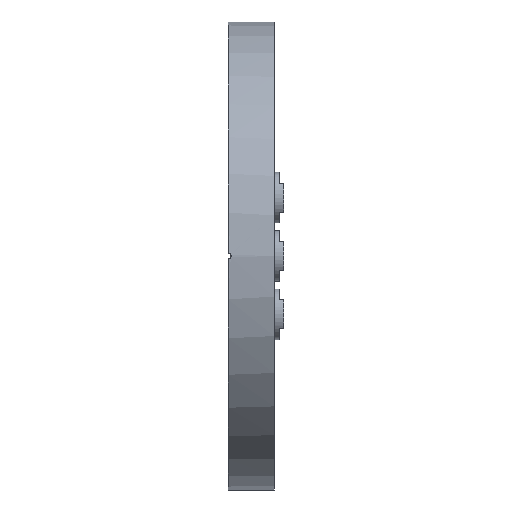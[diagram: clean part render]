
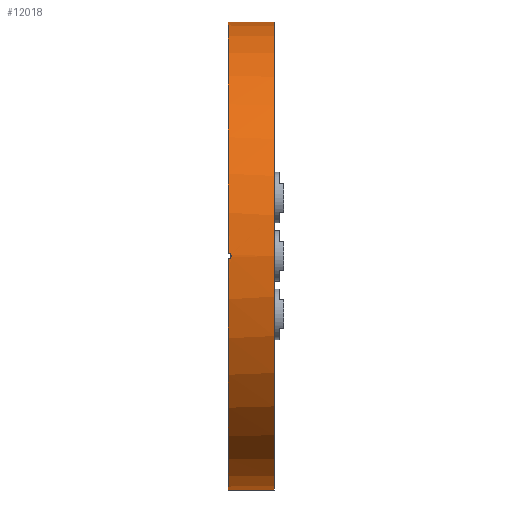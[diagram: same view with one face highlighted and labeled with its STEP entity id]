
A CAD part, left-side view. The second image highlights one B-rep face of the part: STEP entity #12018.
In plain terms, the highlighted cylindrical face has radius 76.2 mm (diameter 152.4 mm), a partial arc.
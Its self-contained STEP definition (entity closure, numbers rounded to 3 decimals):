
#72 = CARTESIAN_POINT ( 'NONE',  ( -76.193, 0., 1. ) ) ;
#135 = DIRECTION ( 'NONE',  ( 0., 0., 1. ) ) ;
#478 = VECTOR ( 'NONE', #483, 1000. ) ;
#483 = DIRECTION ( 'NONE',  ( 0., 1., 0. ) ) ;
#815 = CARTESIAN_POINT ( 'NONE',  ( -76.2, -1., -0.13 ) ) ;
#841 = DIRECTION ( 'NONE',  ( 0., 1., 0. ) ) ;
#945 = CARTESIAN_POINT ( 'NONE',  ( -76.194, -0.262, 0.974 ) ) ;
#957 = CARTESIAN_POINT ( 'NONE',  ( -76.193, 0., -1. ) ) ;
#993 = CARTESIAN_POINT ( 'NONE',  ( 0., 0., 76.2 ) ) ;
#996 = CARTESIAN_POINT ( 'NONE',  ( 0., 0., 0. ) ) ;
#1349 = LINE ( 'NONE', #9488, #478 ) ;
#1606 = VERTEX_POINT ( 'NONE', #993 ) ;
#1738 = EDGE_CURVE ( 'NONE', #11137, #4626, #2465, .T. ) ;
#1869 = CARTESIAN_POINT ( 'NONE',  ( -76.198, -0.874, -0.503 ) ) ;
#2137 = DIRECTION ( 'NONE',  ( 0., 1., 0. ) ) ;
#2139 = CARTESIAN_POINT ( 'NONE',  ( -76.2, -0.974, 0.263 ) ) ;
#2222 = EDGE_CURVE ( 'NONE', #6013, #4626, #7344, .T. ) ;
#2465 = CIRCLE ( 'NONE', #9984, 76.2 ) ;
#3016 = CARTESIAN_POINT ( 'NONE',  ( -76.193, -0.132, 1. ) ) ;
#3096 = ORIENTED_EDGE ( 'NONE', *, *, #1738, .F. ) ;
#3162 = FACE_OUTER_BOUND ( 'NONE', #12242, .T. ) ;
#3164 = CARTESIAN_POINT ( 'NONE',  ( -76.198, -0.874, 0.503 ) ) ;
#3222 = CARTESIAN_POINT ( 'NONE',  ( 0., -15., 0. ) ) ;
#3875 = AXIS2_PLACEMENT_3D ( 'NONE', #10104, #841, #4924 ) ;
#4345 = CARTESIAN_POINT ( 'NONE',  ( 0., 0., 0. ) ) ;
#4380 = CIRCLE ( 'NONE', #8658, 76.2 ) ;
#4626 = VERTEX_POINT ( 'NONE', #957 ) ;
#4924 = DIRECTION ( 'NONE',  ( 0., 0., 1. ) ) ;
#4945 = DIRECTION ( 'NONE',  ( 0., 0., 1. ) ) ;
#5097 = CARTESIAN_POINT ( 'NONE',  ( -76.195, -0.521, -0.893 ) ) ;
#5185 = VECTOR ( 'NONE', #7670, 1000. ) ;
#5224 = ORIENTED_EDGE ( 'NONE', *, *, #7719, .F. ) ;
#5915 = EDGE_CURVE ( 'NONE', #13257, #11137, #1349, .T. ) ;
#5928 = EDGE_CURVE ( 'NONE', #8369, #1606, #9560, .T. ) ;
#5977 = CARTESIAN_POINT ( 'NONE',  ( -76.198, -0.801, -0.613 ) ) ;
#6013 = VERTEX_POINT ( 'NONE', #11823 ) ;
#6014 = ORIENTED_EDGE ( 'NONE', *, *, #2222, .T. ) ;
#6236 = CARTESIAN_POINT ( 'NONE',  ( -76.2, -1., 0.131 ) ) ;
#6383 = DIRECTION ( 'NONE',  ( 0., 0., 1. ) ) ;
#7040 = CARTESIAN_POINT ( 'NONE',  ( -76.193, 0., -1. ) ) ;
#7112 = CARTESIAN_POINT ( 'NONE',  ( -76.195, -0.504, 0.874 ) ) ;
#7344 = B_SPLINE_CURVE_WITH_KNOTS ( 'NONE', 3,
 ( #72, #3016, #945, #7112, #9135, #12365, #3164, #2139, #6236, #815, #11086, #1869, #5977, #5097, #9125, #7040 ),
 .UNSPECIFIED., .F., .F.,
 ( 4, 2, 2, 2, 2, 2, 2, 4 ),
 ( 0., 0., 0.001, 0.001, 0.002, 0.002, 0.002, 0.003 ),
 .UNSPECIFIED. ) ;
#7511 = ORIENTED_EDGE ( 'NONE', *, *, #5915, .F. ) ;
#7670 = DIRECTION ( 'NONE',  ( 0., 1., 0. ) ) ;
#7719 = EDGE_CURVE ( 'NONE', #6013, #1606, #4380, .T. ) ;
#8249 = DIRECTION ( 'NONE',  ( 0., 1., 0. ) ) ;
#8355 = ORIENTED_EDGE ( 'NONE', *, *, #12316, .T. ) ;
#8369 = VERTEX_POINT ( 'NONE', #13110 ) ;
#8398 = CARTESIAN_POINT ( 'NONE',  ( 0., -15., -76.2 ) ) ;
#8658 = AXIS2_PLACEMENT_3D ( 'NONE', #996, #8249, #4945 ) ;
#8800 = AXIS2_PLACEMENT_3D ( 'NONE', #3222, #2137, #6383 ) ;
#9125 = CARTESIAN_POINT ( 'NONE',  ( -76.193, -0.264, -1. ) ) ;
#9135 = CARTESIAN_POINT ( 'NONE',  ( -76.196, -0.615, 0.799 ) ) ;
#9316 = DIRECTION ( 'NONE',  ( 0., 1., 0. ) ) ;
#9488 = CARTESIAN_POINT ( 'NONE',  ( 0., -15., -76.2 ) ) ;
#9560 = LINE ( 'NONE', #12631, #5185 ) ;
#9984 = AXIS2_PLACEMENT_3D ( 'NONE', #4345, #9316, #135 ) ;
#10104 = CARTESIAN_POINT ( 'NONE',  ( 0., -15., 0. ) ) ;
#10171 = ORIENTED_EDGE ( 'NONE', *, *, #5928, .T. ) ;
#11086 = CARTESIAN_POINT ( 'NONE',  ( -76.2, -0.974, -0.261 ) ) ;
#11137 = VERTEX_POINT ( 'NONE', #11401 ) ;
#11287 = CYLINDRICAL_SURFACE ( 'NONE', #8800, 76.2 ) ;
#11393 = CIRCLE ( 'NONE', #3875, 76.2 ) ;
#11401 = CARTESIAN_POINT ( 'NONE',  ( 0., 0., -76.2 ) ) ;
#11823 = CARTESIAN_POINT ( 'NONE',  ( -76.193, 0., 1. ) ) ;
#12018 = ADVANCED_FACE ( 'NONE', ( #3162 ), #11287, .T. ) ;
#12242 = EDGE_LOOP ( 'NONE', ( #7511, #8355, #10171, #5224, #6014, #3096 ) ) ;
#12316 = EDGE_CURVE ( 'NONE', #13257, #8369, #11393, .T. ) ;
#12365 = CARTESIAN_POINT ( 'NONE',  ( -76.198, -0.799, 0.615 ) ) ;
#12631 = CARTESIAN_POINT ( 'NONE',  ( 0., -15., 76.2 ) ) ;
#13110 = CARTESIAN_POINT ( 'NONE',  ( 0., -15., 76.2 ) ) ;
#13257 = VERTEX_POINT ( 'NONE', #8398 ) ;
